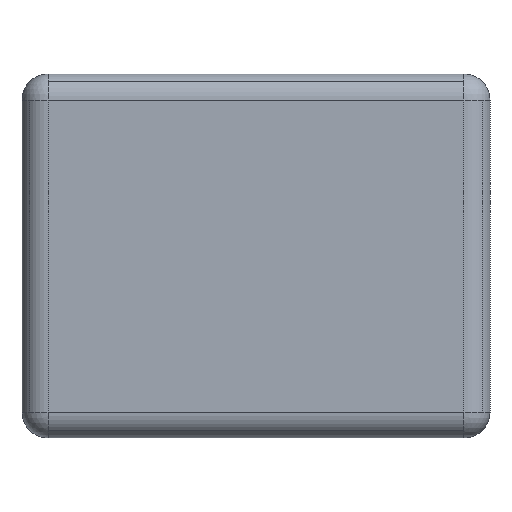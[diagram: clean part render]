
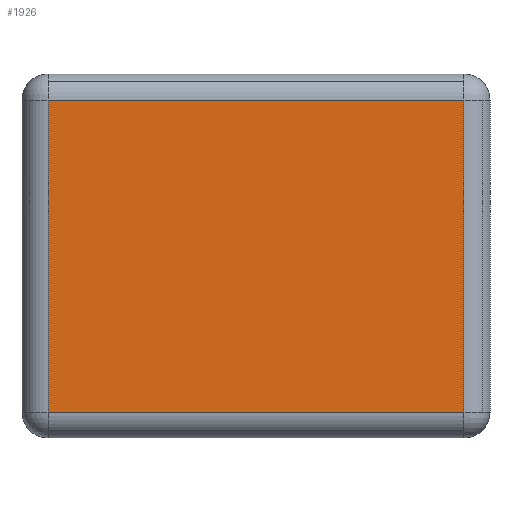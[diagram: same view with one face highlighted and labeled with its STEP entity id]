
A CAD part, left-side view. The second image highlights one B-rep face of the part: STEP entity #1926.
In plain terms, the highlighted planar face has unit normal (-1, 0, 0).
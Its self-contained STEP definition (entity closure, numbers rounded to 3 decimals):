
#1346=CARTESIAN_POINT('',(-1.7,0.8,0.1));
#1347=VERTEX_POINT('',#1346);
#1355=CARTESIAN_POINT('',(-1.7,0.8,1.3));
#1356=VERTEX_POINT('',#1355);
#1357=CARTESIAN_POINT('',(-1.7,0.8,0.1));
#1358=DIRECTION('',(0.0,0.0,1.0));
#1359=VECTOR('',#1358,1.2);
#1360=LINE('',#1357,#1359);
#1361=EDGE_CURVE('',#1347,#1356,#1360,.T.);
#1802=CARTESIAN_POINT('',(-1.7,-0.8,1.3));
#1803=VERTEX_POINT('',#1802);
#1811=CARTESIAN_POINT('',(-1.7,-0.8,0.1));
#1812=VERTEX_POINT('',#1811);
#1813=CARTESIAN_POINT('',(-1.7,-0.8,1.3));
#1814=DIRECTION('',(0.0,0.0,-1.0));
#1815=VECTOR('',#1814,1.2);
#1816=LINE('',#1813,#1815);
#1817=EDGE_CURVE('',#1803,#1812,#1816,.T.);
#1900=CARTESIAN_POINT('',(-1.7,0.8,1.3));
#1901=DIRECTION('',(0.0,-1.0,0.0));
#1902=VECTOR('',#1901,1.6);
#1903=LINE('',#1900,#1902);
#1904=EDGE_CURVE('',#1356,#1803,#1903,.T.);
#1910=CARTESIAN_POINT('',(-1.7,-0.9,0.0));
#1911=DIRECTION('',(-1.0,0.0,0.0));
#1912=DIRECTION('',(0.0,0.0,1.0));
#1913=AXIS2_PLACEMENT_3D('',#1910,#1911,#1912);
#1914=PLANE('',#1913);
#1915=ORIENTED_EDGE('',*,*,#1361,.F.);
#1916=CARTESIAN_POINT('',(-1.7,-0.8,0.1));
#1917=DIRECTION('',(0.0,1.0,0.0));
#1918=VECTOR('',#1917,1.6);
#1919=LINE('',#1916,#1918);
#1920=EDGE_CURVE('',#1812,#1347,#1919,.T.);
#1921=ORIENTED_EDGE('',*,*,#1920,.F.);
#1922=ORIENTED_EDGE('',*,*,#1817,.F.);
#1923=ORIENTED_EDGE('',*,*,#1904,.F.);
#1924=EDGE_LOOP('',(#1915,#1921,#1922,#1923));
#1925=FACE_OUTER_BOUND('',#1924,.T.);
#1926=ADVANCED_FACE('',(#1925),#1914,.T.);
